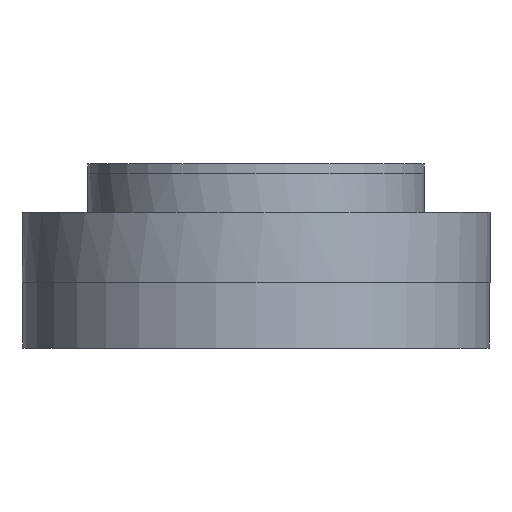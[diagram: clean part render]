
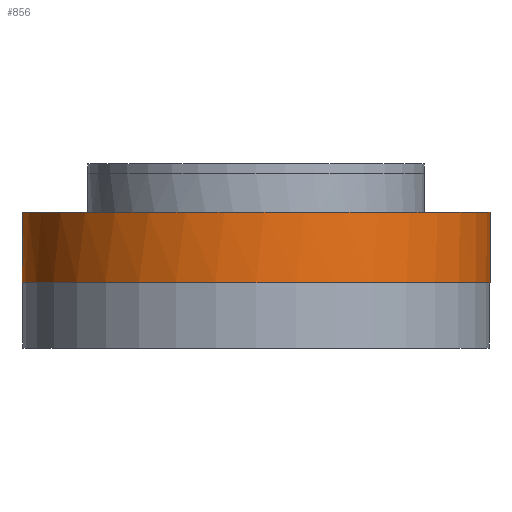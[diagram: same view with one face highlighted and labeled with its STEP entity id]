
A CAD part, front view. The second image highlights one B-rep face of the part: STEP entity #856.
In plain terms, the highlighted cylindrical face has radius 7.5 mm (diameter 15 mm), a full revolution.
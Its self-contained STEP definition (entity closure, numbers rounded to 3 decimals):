
#104=B_SPLINE_CURVE_WITH_KNOTS('',3,(#1379,#1380,#1381,#1382,#1383,#1384,
#1385,#1386,#1387,#1388,#1389,#1390,#1391,#1392,#1393,#1394,#1395,#1396,
#1397,#1398,#1399,#1400,#1401,#1402,#1403,#1404,#1405,#1406,#1407,#1408,
#1409,#1410,#1411,#1412),.UNSPECIFIED.,.T.,.U.,(4,2,2,2,2,2,2,2,2,2,2,2,
2,2,2,2,4),(0.,0.009,0.019,0.029,0.038,
0.048,0.058,0.067,0.077,
0.086,0.096,0.105,0.115,
0.125,0.135,0.144,0.154),
 .UNSPECIFIED.);
#105=B_SPLINE_CURVE_WITH_KNOTS('',3,(#1418,#1419,#1420,#1421,#1422,#1423,
#1424,#1425,#1426,#1427,#1428,#1429,#1430,#1431,#1432,#1433,#1434,#1435,
#1436,#1437,#1438,#1439,#1440,#1441,#1442,#1443,#1444,#1445,#1446,#1447,
#1448,#1449,#1450,#1451),.UNSPECIFIED.,.T.,.U.,(4,2,2,2,2,2,2,2,2,2,2,2,
2,2,2,2,4),(0.,0.009,0.019,0.029,
0.038,0.048,0.058,0.067,
0.077,0.086,0.096,0.105,
0.115,0.125,0.135,0.144,
0.154),.UNSPECIFIED.);
#164=CIRCLE('',#915,7.5);
#197=CIRCLE('',#983,7.5);
#198=CIRCLE('',#984,7.5);
#232=VERTEX_POINT('',#1342);
#233=VERTEX_POINT('',#1344);
#235=VERTEX_POINT('',#1350);
#238=VERTEX_POINT('',#1355);
#245=VERTEX_POINT('',#1413);
#247=VERTEX_POINT('',#1452);
#272=VERTEX_POINT('',#1530);
#290=VECTOR('',#1104,1.);
#296=VECTOR('',#1111,1.);
#314=LINE('',#1343,#290);
#320=LINE('',#1356,#296);
#370=EDGE_CURVE('',#233,#232,#314,.T.);
#376=EDGE_CURVE('',#238,#235,#320,.T.);
#378=EDGE_CURVE('',#232,#235,#164,.T.);
#385=EDGE_CURVE('',#245,#245,#104,.T.);
#387=EDGE_CURVE('',#247,#247,#105,.T.);
#413=EDGE_CURVE('',#238,#233,#197,.T.);
#414=EDGE_CURVE('',#272,#272,#198,.T.);
#574=ORIENTED_EDGE('',*,*,#387,.F.);
#575=ORIENTED_EDGE('',*,*,#385,.F.);
#576=ORIENTED_EDGE('',*,*,#413,.T.);
#577=ORIENTED_EDGE('',*,*,#370,.T.);
#578=ORIENTED_EDGE('',*,*,#378,.T.);
#579=ORIENTED_EDGE('',*,*,#376,.F.);
#580=ORIENTED_EDGE('',*,*,#414,.T.);
#690=EDGE_LOOP('',(#574));
#691=EDGE_LOOP('',(#575));
#692=EDGE_LOOP('',(#576,#577,#578,#579));
#693=EDGE_LOOP('',(#580));
#788=FACE_BOUND('',#690,.T.);
#789=FACE_BOUND('',#691,.T.);
#790=FACE_BOUND('',#692,.T.);
#791=FACE_BOUND('',#693,.T.);
#856=ADVANCED_FACE('',(#788,#789,#790,#791),#1565,.T.);
#915=AXIS2_PLACEMENT_3D('',#1359,#1115,#1116);
#982=AXIS2_PLACEMENT_3D('',#1527,#1232,#1233);
#983=AXIS2_PLACEMENT_3D('',#1528,#1234,#1235);
#984=AXIS2_PLACEMENT_3D('',#1529,#1236,#1237);
#1104=DIRECTION('',(0.,0.,1.));
#1111=DIRECTION('',(0.,0.,1.));
#1115=DIRECTION('',(0.,0.,-1.));
#1116=DIRECTION('',(7.5,0.,0.));
#1232=DIRECTION('',(0.,0.,1.));
#1233=DIRECTION('',(7.5,0.,0.));
#1234=DIRECTION('',(0.,0.,-1.));
#1235=DIRECTION('',(7.5,0.,0.));
#1236=DIRECTION('',(0.,0.,1.));
#1237=DIRECTION('',(7.5,0.,0.));
#1342=CARTESIAN_POINT('',(-5.303,5.303,3.25));
#1343=CARTESIAN_POINT('',(-5.303,5.303,2.25));
#1344=CARTESIAN_POINT('',(-5.303,5.303,2.25));
#1350=CARTESIAN_POINT('',(5.303,5.303,3.25));
#1355=CARTESIAN_POINT('',(5.303,5.303,2.25));
#1356=CARTESIAN_POINT('',(5.303,5.303,2.25));
#1359=CARTESIAN_POINT('',(0.,0.,3.25));
#1379=CARTESIAN_POINT('',(1.75,7.293,2.875));
#1380=CARTESIAN_POINT('',(1.75,7.293,2.906));
#1381=CARTESIAN_POINT('',(1.756,7.291,2.94));
#1382=CARTESIAN_POINT('',(1.781,7.285,3.001));
#1383=CARTESIAN_POINT('',(1.8,7.281,3.029));
#1384=CARTESIAN_POINT('',(1.845,7.27,3.073));
#1385=CARTESIAN_POINT('',(1.873,7.262,3.093));
#1386=CARTESIAN_POINT('',(1.935,7.246,3.119));
#1387=CARTESIAN_POINT('',(1.969,7.237,3.125));
#1388=CARTESIAN_POINT('',(2.032,7.22,3.125));
#1389=CARTESIAN_POINT('',(2.065,7.21,3.119));
#1390=CARTESIAN_POINT('',(2.127,7.192,3.093));
#1391=CARTESIAN_POINT('',(2.156,7.184,3.073));
#1392=CARTESIAN_POINT('',(2.2,7.17,3.028));
#1393=CARTESIAN_POINT('',(2.219,7.164,3.001));
#1394=CARTESIAN_POINT('',(2.244,7.157,2.94));
#1395=CARTESIAN_POINT('',(2.25,7.155,2.906));
#1396=CARTESIAN_POINT('',(2.25,7.155,2.844));
#1397=CARTESIAN_POINT('',(2.244,7.157,2.81));
#1398=CARTESIAN_POINT('',(2.219,7.164,2.749));
#1399=CARTESIAN_POINT('',(2.2,7.17,2.722));
#1400=CARTESIAN_POINT('',(2.156,7.184,2.677));
#1401=CARTESIAN_POINT('',(2.127,7.192,2.657));
#1402=CARTESIAN_POINT('',(2.065,7.21,2.631));
#1403=CARTESIAN_POINT('',(2.032,7.22,2.625));
#1404=CARTESIAN_POINT('',(1.969,7.237,2.625));
#1405=CARTESIAN_POINT('',(1.935,7.246,2.631));
#1406=CARTESIAN_POINT('',(1.873,7.262,2.657));
#1407=CARTESIAN_POINT('',(1.845,7.27,2.677));
#1408=CARTESIAN_POINT('',(1.8,7.281,2.721));
#1409=CARTESIAN_POINT('',(1.781,7.285,2.749));
#1410=CARTESIAN_POINT('',(1.756,7.291,2.81));
#1411=CARTESIAN_POINT('',(1.75,7.293,2.844));
#1412=CARTESIAN_POINT('',(1.75,7.293,2.875));
#1413=CARTESIAN_POINT('',(1.75,7.293,2.875));
#1418=CARTESIAN_POINT('',(-2.25,7.155,2.875));
#1419=CARTESIAN_POINT('',(-2.25,7.155,2.906));
#1420=CARTESIAN_POINT('',(-2.244,7.157,2.94));
#1421=CARTESIAN_POINT('',(-2.219,7.164,3.001));
#1422=CARTESIAN_POINT('',(-2.2,7.17,3.028));
#1423=CARTESIAN_POINT('',(-2.156,7.184,3.073));
#1424=CARTESIAN_POINT('',(-2.127,7.192,3.093));
#1425=CARTESIAN_POINT('',(-2.065,7.21,3.119));
#1426=CARTESIAN_POINT('',(-2.032,7.22,3.125));
#1427=CARTESIAN_POINT('',(-1.969,7.237,3.125));
#1428=CARTESIAN_POINT('',(-1.935,7.246,3.119));
#1429=CARTESIAN_POINT('',(-1.873,7.262,3.093));
#1430=CARTESIAN_POINT('',(-1.845,7.27,3.073));
#1431=CARTESIAN_POINT('',(-1.8,7.281,3.029));
#1432=CARTESIAN_POINT('',(-1.781,7.285,3.001));
#1433=CARTESIAN_POINT('',(-1.756,7.291,2.94));
#1434=CARTESIAN_POINT('',(-1.75,7.293,2.906));
#1435=CARTESIAN_POINT('',(-1.75,7.293,2.844));
#1436=CARTESIAN_POINT('',(-1.756,7.291,2.81));
#1437=CARTESIAN_POINT('',(-1.781,7.285,2.749));
#1438=CARTESIAN_POINT('',(-1.8,7.281,2.721));
#1439=CARTESIAN_POINT('',(-1.845,7.27,2.677));
#1440=CARTESIAN_POINT('',(-1.873,7.262,2.657));
#1441=CARTESIAN_POINT('',(-1.935,7.246,2.631));
#1442=CARTESIAN_POINT('',(-1.969,7.237,2.625));
#1443=CARTESIAN_POINT('',(-2.032,7.22,2.625));
#1444=CARTESIAN_POINT('',(-2.065,7.21,2.631));
#1445=CARTESIAN_POINT('',(-2.127,7.192,2.657));
#1446=CARTESIAN_POINT('',(-2.156,7.184,2.677));
#1447=CARTESIAN_POINT('',(-2.2,7.17,2.722));
#1448=CARTESIAN_POINT('',(-2.219,7.164,2.749));
#1449=CARTESIAN_POINT('',(-2.244,7.157,2.81));
#1450=CARTESIAN_POINT('',(-2.25,7.155,2.844));
#1451=CARTESIAN_POINT('',(-2.25,7.155,2.875));
#1452=CARTESIAN_POINT('',(-2.25,7.155,2.875));
#1527=CARTESIAN_POINT('',(0.,0.,0.));
#1528=CARTESIAN_POINT('',(0.,0.,2.25));
#1529=CARTESIAN_POINT('',(0.,0.,0.));
#1530=CARTESIAN_POINT('',(7.5,0.,0.));
#1565=CYLINDRICAL_SURFACE('',#982,7.5);
